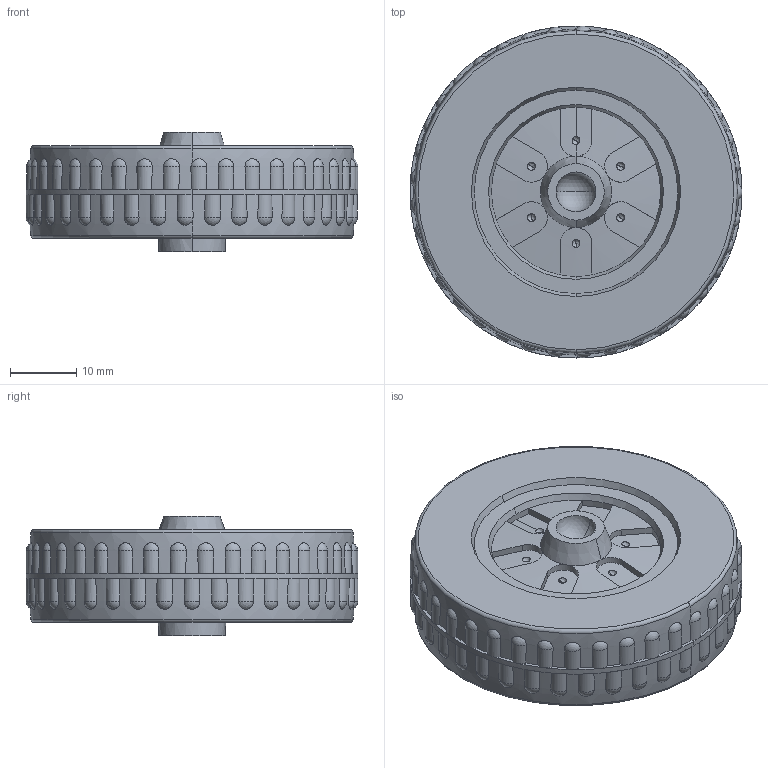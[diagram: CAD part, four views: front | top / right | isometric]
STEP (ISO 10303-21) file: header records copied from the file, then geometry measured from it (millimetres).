
FILE_DESCRIPTION (( 'STEP AP203' ), '1' );
FILE_NAME ('Mänguauto Ratas_Norma.STEP', '2018-08-13T11:03:33', ( 'Kasutaja' ), ( '' ), 'SwSTEP 2.0', 'SolidWorks 2015', '' );
FILE_SCHEMA (( 'CONFIG_CONTROL_DESIGN' ));
Length unit declared in the file: millimetre
Products named in the file (3): Norma Auto Ratas; Norma Auto Ratta Kilp; Mänguauto Ratas_Norma
Assembly tree (2 placements, depth 2):
  Mänguauto Ratas_Norma
    Norma Auto Ratas
    Norma Auto Ratta Kilp
Bounding box: 50 x 50 x 18 mm (x, y, z)
Volume: 11014.9 mm3; surface area: 10971.2 mm2
Topology: 2 solids, 2 shells, 341 faces, 1010 edges, 609 vertices
Faces by surface type: cylinder 102, plane 97, sphere 76, cone 38, torus 16, bspline 12
Entity records: 14122 total; most frequent: CARTESIAN_POINT 5878, DIRECTION 1717, ORIENTED_EDGE 1712, EDGE_CURVE 856, AXIS2_PLACEMENT_3D 828, VERTEX_POINT 533, CIRCLE 494, EDGE_LOOP 357
